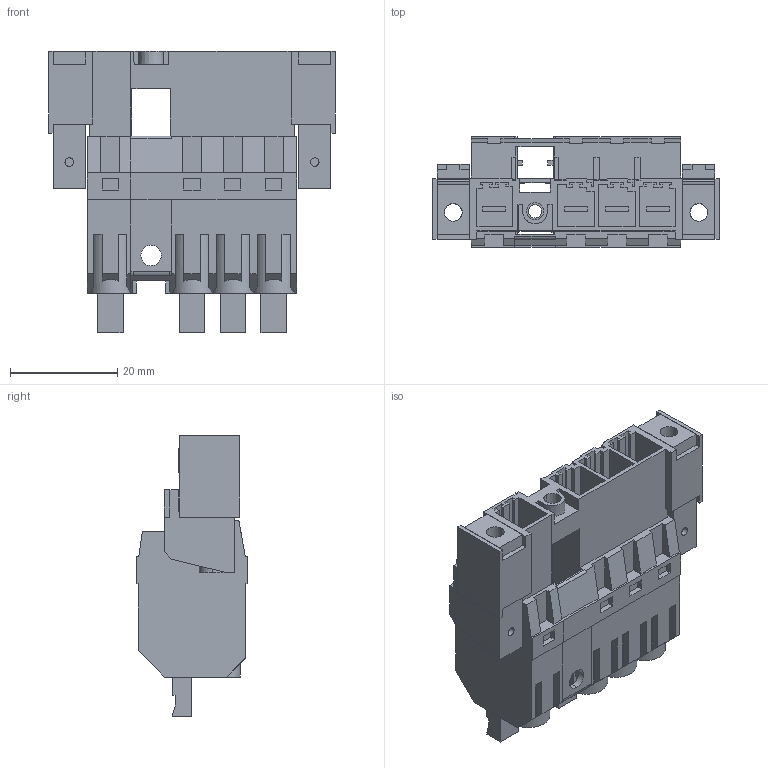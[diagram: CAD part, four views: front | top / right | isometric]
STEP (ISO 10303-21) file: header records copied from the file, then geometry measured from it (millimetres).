
FILE_DESCRIPTION(('CATIA V5 STEP Exchange','CAx-IF Rec.Pracs.--- Model Styling and Organization---1.4--- 2014-01-23'),'2;1');
FILE_NAME ('479425-2_0_2630520000_2630520000.stp','2023-05-02T11:43:21+00:00',('none'),('Weidmueller'),'CATIA Version 5-6 Release 2016 SP3 HF44','CATIA V5 STEP AP214','none');
FILE_SCHEMA(('AUTOMOTIVE_DESIGN { 1 0 10303 214 1 1 1 1 }'));
Length unit declared in the file: millimetre
Products named in the file (1): 2630520000
Bounding box: 53.34 x 20.6 x 52.45 mm (x, y, z)
Volume: 21039.6 mm3; surface area: 17996.9 mm2
Topology: 12 solids, 12 shells, 716 faces, 2027 edges, 1352 vertices
Faces by surface type: plane 648, cylinder 67, cone 1
Entity records: 22855 total; most frequent: CARTESIAN_POINT 4461, ORIENTED_EDGE 4054, DIRECTION 2966, EDGE_CURVE 2027, VECTOR 1850, LINE 1850, VERTEX_POINT 1352, EDGE_LOOP 763
